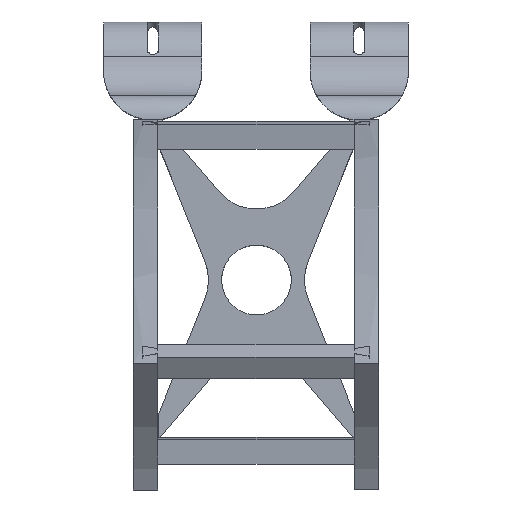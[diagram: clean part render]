
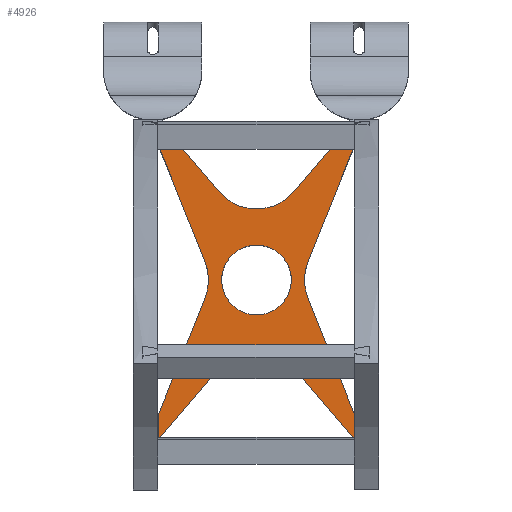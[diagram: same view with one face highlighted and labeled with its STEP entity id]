
A CAD part, top view. The second image highlights one B-rep face of the part: STEP entity #4926.
In plain terms, the highlighted planar face has unit normal (0, 0, 1).
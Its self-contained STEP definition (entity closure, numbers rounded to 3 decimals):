
#141=FACE_BOUND('',#695,.T.);
#190=CIRCLE('',#5267,10.);
#192=CIRCLE('',#5271,10.);
#194=CIRCLE('',#5275,10.);
#196=CIRCLE('',#5279,10.);
#197=CIRCLE('',#5308,7.1);
#439=FACE_OUTER_BOUND('',#694,.T.);
#694=EDGE_LOOP('',(#4416,#4417,#4418,#4419,#4420,#4421,#4422,#4423,#4424,
#4425,#4426,#4427,#4428,#4429,#4430,#4431));
#695=EDGE_LOOP('',(#4432));
#1218=LINE('',#8068,#1824);
#1225=LINE('',#8087,#1831);
#1230=LINE('',#8102,#1836);
#1237=LINE('',#8121,#1843);
#1244=LINE('',#8136,#1850);
#1248=LINE('',#8144,#1854);
#1257=LINE('',#8160,#1863);
#1259=LINE('',#8164,#1865);
#1268=LINE('',#8180,#1874);
#1276=LINE('',#8196,#1882);
#1302=LINE('',#8249,#1908);
#1303=LINE('',#8250,#1909);
#1824=VECTOR('',#6395,10.);
#1831=VECTOR('',#6410,10.);
#1836=VECTOR('',#6423,10.);
#1843=VECTOR('',#6438,10.);
#1850=VECTOR('',#6449,10.);
#1854=VECTOR('',#6455,10.);
#1863=VECTOR('',#6468,10.);
#1865=VECTOR('',#6472,10.);
#1874=VECTOR('',#6485,10.);
#1882=VECTOR('',#6497,10.);
#1908=VECTOR('',#6557,10.);
#1909=VECTOR('',#6558,10.);
#2311=VERTEX_POINT('',#8058);
#2312=VERTEX_POINT('',#8060);
#2314=VERTEX_POINT('',#8066);
#2317=VERTEX_POINT('',#8073);
#2318=VERTEX_POINT('',#8075);
#2322=VERTEX_POINT('',#8085);
#2325=VERTEX_POINT('',#8092);
#2326=VERTEX_POINT('',#8094);
#2328=VERTEX_POINT('',#8100);
#2331=VERTEX_POINT('',#8107);
#2332=VERTEX_POINT('',#8109);
#2336=VERTEX_POINT('',#8119);
#2342=VERTEX_POINT('',#8134);
#2345=VERTEX_POINT('',#8143);
#2351=VERTEX_POINT('',#8163);
#2362=VERTEX_POINT('',#8194);
#2373=VERTEX_POINT('',#8251);
#2971=EDGE_CURVE('',#2311,#2312,#190,.T.);
#2975=EDGE_CURVE('',#2311,#2314,#1218,.T.);
#2978=EDGE_CURVE('',#2317,#2318,#192,.T.);
#2984=EDGE_CURVE('',#2317,#2322,#1225,.T.);
#2987=EDGE_CURVE('',#2325,#2326,#194,.T.);
#2991=EDGE_CURVE('',#2325,#2328,#1230,.T.);
#2994=EDGE_CURVE('',#2331,#2332,#196,.T.);
#3000=EDGE_CURVE('',#2331,#2336,#1237,.T.);
#3007=EDGE_CURVE('',#2314,#2342,#1244,.T.);
#3011=EDGE_CURVE('',#2345,#2312,#1248,.T.);
#3020=EDGE_CURVE('',#2322,#2345,#1257,.T.);
#3022=EDGE_CURVE('',#2351,#2326,#1259,.T.);
#3031=EDGE_CURVE('',#2336,#2351,#1268,.T.);
#3039=EDGE_CURVE('',#2328,#2362,#1276,.T.);
#3065=EDGE_CURVE('',#2342,#2332,#1302,.T.);
#3066=EDGE_CURVE('',#2362,#2318,#1303,.T.);
#3067=EDGE_CURVE('',#2373,#2373,#197,.T.);
#4416=ORIENTED_EDGE('',*,*,#3007,.T.);
#4417=ORIENTED_EDGE('',*,*,#3065,.T.);
#4418=ORIENTED_EDGE('',*,*,#2994,.F.);
#4419=ORIENTED_EDGE('',*,*,#3000,.T.);
#4420=ORIENTED_EDGE('',*,*,#3031,.T.);
#4421=ORIENTED_EDGE('',*,*,#3022,.T.);
#4422=ORIENTED_EDGE('',*,*,#2987,.F.);
#4423=ORIENTED_EDGE('',*,*,#2991,.T.);
#4424=ORIENTED_EDGE('',*,*,#3039,.T.);
#4425=ORIENTED_EDGE('',*,*,#3066,.T.);
#4426=ORIENTED_EDGE('',*,*,#2978,.F.);
#4427=ORIENTED_EDGE('',*,*,#2984,.T.);
#4428=ORIENTED_EDGE('',*,*,#3020,.T.);
#4429=ORIENTED_EDGE('',*,*,#3011,.T.);
#4430=ORIENTED_EDGE('',*,*,#2971,.F.);
#4431=ORIENTED_EDGE('',*,*,#2975,.T.);
#4432=ORIENTED_EDGE('',*,*,#3067,.T.);
#4682=PLANE('',#5307);
#4926=ADVANCED_FACE('',(#439,#141),#4682,.T.);
#5267=AXIS2_PLACEMENT_3D('',#8061,#6388,#6389);
#5271=AXIS2_PLACEMENT_3D('',#8076,#6401,#6402);
#5275=AXIS2_PLACEMENT_3D('',#8095,#6416,#6417);
#5279=AXIS2_PLACEMENT_3D('',#8110,#6429,#6430);
#5307=AXIS2_PLACEMENT_3D('',#8248,#6555,#6556);
#5308=AXIS2_PLACEMENT_3D('',#8252,#6559,#6560);
#6388=DIRECTION('center_axis',(0.,0.,1.));
#6389=DIRECTION('ref_axis',(0.,1.,0.));
#6395=DIRECTION('',(0.648,-0.762,0.));
#6401=DIRECTION('center_axis',(0.,0.,1.));
#6402=DIRECTION('ref_axis',(1.,0.,0.));
#6410=DIRECTION('',(-0.371,-0.928,0.));
#6416=DIRECTION('center_axis',(0.,0.,1.));
#6417=DIRECTION('ref_axis',(0.,-1.,0.));
#6423=DIRECTION('',(-0.648,0.762,0.));
#6429=DIRECTION('center_axis',(0.,0.,1.));
#6430=DIRECTION('ref_axis',(-1.,0.,0.));
#6438=DIRECTION('',(0.371,0.928,0.));
#6449=DIRECTION('',(0.,1.,0.));
#6455=DIRECTION('',(0.648,0.762,0.));
#6468=DIRECTION('',(0.,-1.,0.));
#6472=DIRECTION('',(-0.648,-0.762,0.));
#6485=DIRECTION('',(0.,1.,0.));
#6497=DIRECTION('',(0.,-1.,0.));
#6555=DIRECTION('center_axis',(0.,0.,1.));
#6556=DIRECTION('ref_axis',(1.,0.,0.));
#6557=DIRECTION('',(-0.371,0.928,0.));
#6558=DIRECTION('',(0.371,-0.928,0.));
#6559=DIRECTION('center_axis',(0.,0.,-1.));
#6560=DIRECTION('ref_axis',(1.,0.,0.));
#8058=CARTESIAN_POINT('',(27.615,14.552,5.));
#8060=CARTESIAN_POINT('',(12.385,14.552,5.));
#8061=CARTESIAN_POINT('Origin',(20.,8.071,5.));
#8066=CARTESIAN_POINT('',(40.,0.,5.));
#8068=CARTESIAN_POINT('',(40.,0.,5.));
#8073=CARTESIAN_POINT('',(9.514,28.786,5.));
#8075=CARTESIAN_POINT('',(9.514,36.214,5.));
#8076=CARTESIAN_POINT('Origin',(0.23,32.5,5.));
#8085=CARTESIAN_POINT('',(0.,5.,5.));
#8087=CARTESIAN_POINT('',(11.,32.5,5.));
#8092=CARTESIAN_POINT('',(12.385,50.448,5.));
#8094=CARTESIAN_POINT('',(27.615,50.448,5.));
#8095=CARTESIAN_POINT('Origin',(20.,56.929,5.));
#8100=CARTESIAN_POINT('',(0.,65.,5.));
#8102=CARTESIAN_POINT('',(20.,41.5,5.));
#8107=CARTESIAN_POINT('',(30.486,36.214,5.));
#8109=CARTESIAN_POINT('',(30.486,28.786,5.));
#8110=CARTESIAN_POINT('Origin',(39.77,32.5,5.));
#8119=CARTESIAN_POINT('',(40.,60.,5.));
#8121=CARTESIAN_POINT('',(29.,32.5,5.));
#8134=CARTESIAN_POINT('',(40.,5.,5.));
#8136=CARTESIAN_POINT('',(40.,48.75,5.));
#8143=CARTESIAN_POINT('',(0.,0.,5.));
#8144=CARTESIAN_POINT('',(0.,0.,5.));
#8160=CARTESIAN_POINT('',(0.,48.75,5.));
#8163=CARTESIAN_POINT('',(40.,65.,5.));
#8164=CARTESIAN_POINT('',(40.,65.,5.));
#8180=CARTESIAN_POINT('',(40.,48.75,5.));
#8194=CARTESIAN_POINT('',(0.,60.,5.));
#8196=CARTESIAN_POINT('',(0.,48.75,5.));
#8248=CARTESIAN_POINT('Origin',(20.,32.5,5.));
#8249=CARTESIAN_POINT('',(40.,5.,5.));
#8250=CARTESIAN_POINT('',(0.,60.,5.));
#8251=CARTESIAN_POINT('',(12.9,32.5,5.));
#8252=CARTESIAN_POINT('Origin',(20.,32.5,5.));
